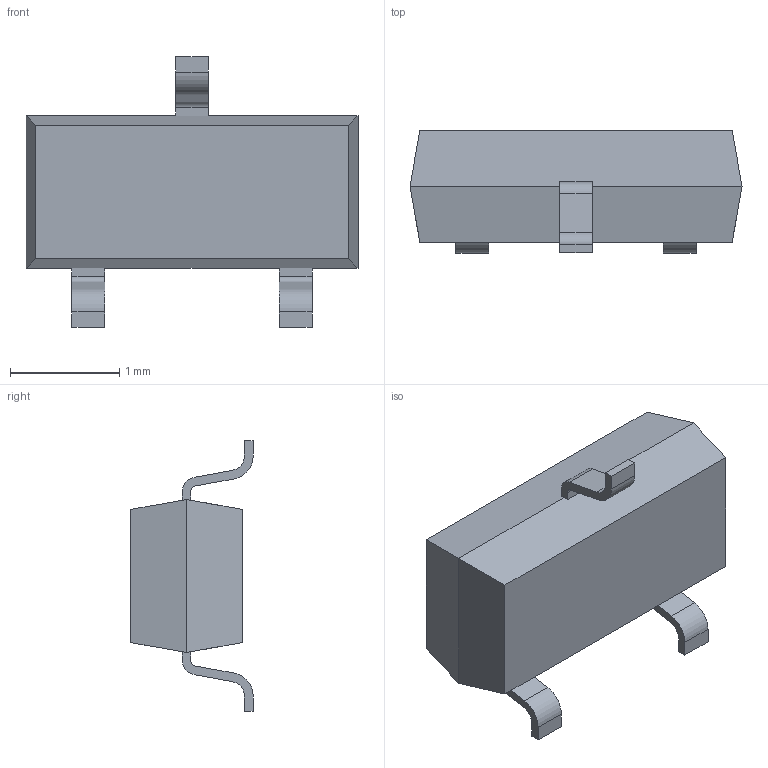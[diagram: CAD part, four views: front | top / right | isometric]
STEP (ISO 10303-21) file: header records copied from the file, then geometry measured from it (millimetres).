
FILE_DESCRIPTION (( 'STEP AP214' ), '1' );
FILE_NAME ('SM15-02HTG.STEP', '2024-06-05T07:37:50', ( '' ), ( '' ), 'SwSTEP 2.0', 'SolidWorks 2023', '' );
FILE_SCHEMA (( 'AUTOMOTIVE_DESIGN' ));
Length unit declared in the file: millimetre
Products named in the file (1): SM15-02HTG
Bounding box: 3.04 x 1.12 x 2.48 mm (x, y, z)
Volume: 4 mm3; surface area: 18 mm2
Topology: 1 solids, 1 shells, 49 faces, 137 edges, 90 vertices
Faces by surface type: plane 37, cylinder 12
Entity records: 1696 total; most frequent: CARTESIAN_POINT 277, ORIENTED_EDGE 274, DIRECTION 261, EDGE_CURVE 137, VECTOR 113, LINE 113, VERTEX_POINT 90, AXIS2_PLACEMENT_3D 74
